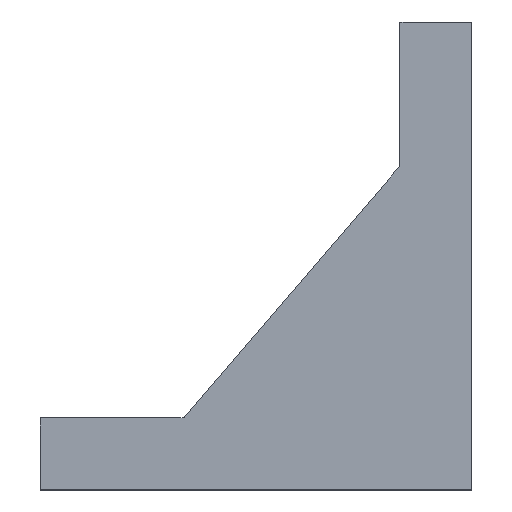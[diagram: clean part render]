
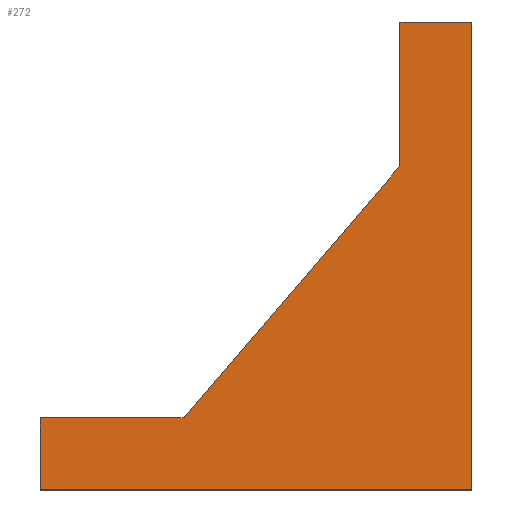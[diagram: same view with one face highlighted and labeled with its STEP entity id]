
A CAD part, top view. The second image highlights one B-rep face of the part: STEP entity #272.
In plain terms, the highlighted planar face has unit normal (0, 0, 1).
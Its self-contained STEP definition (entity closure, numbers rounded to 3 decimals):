
#11 = DIRECTION ( 'NONE',  ( -1., 0., 0. ) ) ;
#40 = VECTOR ( 'NONE', #76, 1000. ) ;
#44 = EDGE_CURVE ( 'NONE', #250, #458, #313, .T. ) ;
#48 = EDGE_LOOP ( 'NONE', ( #372, #453, #414, #70, #378, #320, #109 ) ) ;
#50 = LINE ( 'NONE', #206, #454 ) ;
#62 = LINE ( 'NONE', #232, #96 ) ;
#66 = VERTEX_POINT ( 'NONE', #332 ) ;
#70 = ORIENTED_EDGE ( 'NONE', *, *, #44, .T. ) ;
#76 = DIRECTION ( 'NONE',  ( 1., 0., 0. ) ) ;
#80 = CARTESIAN_POINT ( 'NONE',  ( 0., 10., 10. ) ) ;
#96 = VECTOR ( 'NONE', #11, 1000. ) ;
#104 = EDGE_CURVE ( 'NONE', #253, #250, #409, .T. ) ;
#109 = ORIENTED_EDGE ( 'NONE', *, *, #310, .T. ) ;
#118 = CARTESIAN_POINT ( 'NONE',  ( 60., 0., 10. ) ) ;
#120 = EDGE_CURVE ( 'NONE', #66, #253, #138, .T. ) ;
#121 = DIRECTION ( 'NONE',  ( 1., 0., 0. ) ) ;
#124 = VECTOR ( 'NONE', #312, 1000. ) ;
#129 = CARTESIAN_POINT ( 'NONE',  ( 50., 65., 10. ) ) ;
#136 = LINE ( 'NONE', #271, #124 ) ;
#138 = LINE ( 'NONE', #452, #40 ) ;
#145 = AXIS2_PLACEMENT_3D ( 'NONE', #394, #462, #121 ) ;
#150 = DIRECTION ( 'NONE',  ( 0., 1., 0. ) ) ;
#167 = DIRECTION ( 'NONE',  ( -0.651, -0.759, 0. ) ) ;
#176 = LINE ( 'NONE', #80, #418 ) ;
#183 = FACE_OUTER_BOUND ( 'NONE', #48, .T. ) ;
#187 = CARTESIAN_POINT ( 'NONE',  ( 60., 65., 10. ) ) ;
#188 = CARTESIAN_POINT ( 'NONE',  ( 60., 0., 10. ) ) ;
#206 = CARTESIAN_POINT ( 'NONE',  ( 50., 45., 10. ) ) ;
#211 = VECTOR ( 'NONE', #258, 1000. ) ;
#214 = VECTOR ( 'NONE', #150, 1000. ) ;
#232 = CARTESIAN_POINT ( 'NONE',  ( 20., 10., 10. ) ) ;
#250 = VERTEX_POINT ( 'NONE', #424 ) ;
#253 = VERTEX_POINT ( 'NONE', #118 ) ;
#258 = DIRECTION ( 'NONE',  ( -1., 0., 0. ) ) ;
#261 = VERTEX_POINT ( 'NONE', #459 ) ;
#271 = CARTESIAN_POINT ( 'NONE',  ( 50., 65., 10. ) ) ;
#272 = ADVANCED_FACE ( 'NONE', ( #183 ), #274, .T. ) ;
#274 = PLANE ( 'NONE',  #145 ) ;
#276 = EDGE_CURVE ( 'NONE', #384, #66, #176, .T. ) ;
#285 = EDGE_CURVE ( 'NONE', #472, #261, #50, .T. ) ;
#310 = EDGE_CURVE ( 'NONE', #261, #384, #62, .T. ) ;
#312 = DIRECTION ( 'NONE',  ( 0., -1., 0. ) ) ;
#313 = LINE ( 'NONE', #187, #211 ) ;
#320 = ORIENTED_EDGE ( 'NONE', *, *, #285, .T. ) ;
#332 = CARTESIAN_POINT ( 'NONE',  ( 0., 0., 10. ) ) ;
#349 = CARTESIAN_POINT ( 'NONE',  ( 0., 10., 10. ) ) ;
#369 = EDGE_CURVE ( 'NONE', #458, #472, #136, .T. ) ;
#372 = ORIENTED_EDGE ( 'NONE', *, *, #276, .T. ) ;
#378 = ORIENTED_EDGE ( 'NONE', *, *, #369, .T. ) ;
#384 = VERTEX_POINT ( 'NONE', #349 ) ;
#394 = CARTESIAN_POINT ( 'NONE',  ( 0., 0., 10. ) ) ;
#403 = CARTESIAN_POINT ( 'NONE',  ( 50., 45., 10. ) ) ;
#409 = LINE ( 'NONE', #188, #214 ) ;
#414 = ORIENTED_EDGE ( 'NONE', *, *, #104, .T. ) ;
#418 = VECTOR ( 'NONE', #433, 1000. ) ;
#424 = CARTESIAN_POINT ( 'NONE',  ( 60., 65., 10. ) ) ;
#433 = DIRECTION ( 'NONE',  ( 0., -1., 0. ) ) ;
#452 = CARTESIAN_POINT ( 'NONE',  ( 0., 0., 10. ) ) ;
#453 = ORIENTED_EDGE ( 'NONE', *, *, #120, .T. ) ;
#454 = VECTOR ( 'NONE', #167, 1000. ) ;
#458 = VERTEX_POINT ( 'NONE', #129 ) ;
#459 = CARTESIAN_POINT ( 'NONE',  ( 20., 10., 10. ) ) ;
#462 = DIRECTION ( 'NONE',  ( 0., 0., 1. ) ) ;
#472 = VERTEX_POINT ( 'NONE', #403 ) ;
